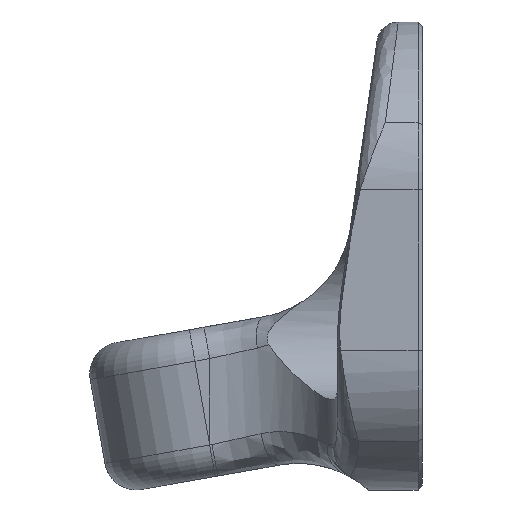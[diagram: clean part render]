
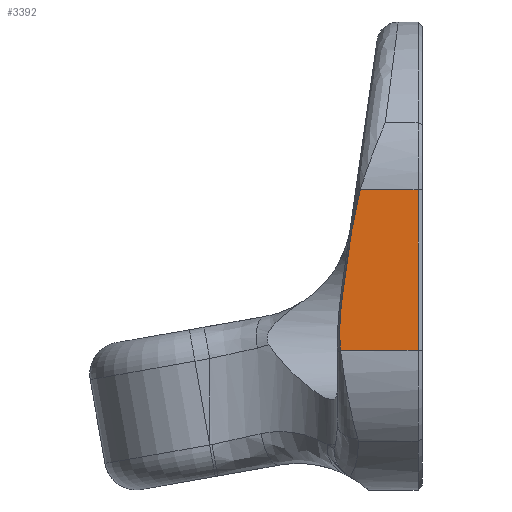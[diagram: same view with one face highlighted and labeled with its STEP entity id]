
A CAD part, left-side view. The second image highlights one B-rep face of the part: STEP entity #3392.
In plain terms, the highlighted planar face has unit normal (-1, 0, 0).
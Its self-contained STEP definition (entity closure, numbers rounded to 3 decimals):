
#78=PLANE('',#3727);
#222=B_SPLINE_CURVE_WITH_KNOTS('',3,(#6568,#6569,#6570,#6571,#6572,#6573,
#6574,#6575,#6576,#6577),.UNSPECIFIED.,.F.,.F.,(4,2,2,2,4),(-0.679,
-0.624,-0.561,-0.426,-0.316),
 .UNSPECIFIED.);
#223=B_SPLINE_CURVE_WITH_KNOTS('',3,(#6582,#6583,#6584,#6585,#6586,#6587),
 .UNSPECIFIED.,.F.,.F.,(4,2,4),(-0.297,-0.157,0.),
 .UNSPECIFIED.);
#411=FACE_OUTER_BOUND('',#637,.T.);
#637=EDGE_LOOP('',(#2745,#2746,#2747,#2748,#2749,#2750,#2751));
#855=CIRCLE('',#3728,39.833);
#1032=LINE('',#6359,#1234);
#1043=LINE('',#6409,#1245);
#1047=LINE('',#6565,#1249);
#1048=LINE('',#6579,#1250);
#1234=VECTOR('',#4399,10.);
#1245=VECTOR('',#4448,10.);
#1249=VECTOR('',#4464,10.);
#1250=VECTOR('',#4467,10.);
#1520=VERTEX_POINT('',#6350);
#1522=VERTEX_POINT('',#6357);
#1542=VERTEX_POINT('',#6408);
#1554=VERTEX_POINT('',#6527);
#1555=VERTEX_POINT('',#6567);
#1556=VERTEX_POINT('',#6578);
#1557=VERTEX_POINT('',#6580);
#1937=EDGE_CURVE('',#1522,#1520,#1032,.T.);
#1962=EDGE_CURVE('',#1520,#1542,#1043,.T.);
#1979=EDGE_CURVE('',#1554,#1522,#1047,.T.);
#1980=EDGE_CURVE('',#1555,#1554,#222,.T.);
#1981=EDGE_CURVE('',#1556,#1555,#1048,.T.);
#1982=EDGE_CURVE('',#1557,#1556,#855,.T.);
#1983=EDGE_CURVE('',#1542,#1557,#223,.T.);
#2745=ORIENTED_EDGE('',*,*,#1937,.F.);
#2746=ORIENTED_EDGE('',*,*,#1979,.F.);
#2747=ORIENTED_EDGE('',*,*,#1980,.F.);
#2748=ORIENTED_EDGE('',*,*,#1981,.F.);
#2749=ORIENTED_EDGE('',*,*,#1982,.F.);
#2750=ORIENTED_EDGE('',*,*,#1983,.F.);
#2751=ORIENTED_EDGE('',*,*,#1962,.F.);
#3392=ADVANCED_FACE('',(#411),#78,.F.);
#3727=AXIS2_PLACEMENT_3D('',#6566,#4465,#4466);
#3728=AXIS2_PLACEMENT_3D('',#6581,#4468,#4469);
#4399=DIRECTION('',(0.,0.,-1.));
#4448=DIRECTION('',(0.,1.,0.));
#4464=DIRECTION('',(0.,-1.,0.));
#4465=DIRECTION('center_axis',(1.,0.,0.));
#4466=DIRECTION('ref_axis',(0.,0.,1.));
#4467=DIRECTION('',(0.,-0.141,0.99));
#4468=DIRECTION('center_axis',(1.,0.,0.));
#4469=DIRECTION('ref_axis',(0.,0.,-1.));
#6350=CARTESIAN_POINT('',(-16.8,0.4,13.143));
#6357=CARTESIAN_POINT('',(-16.8,0.4,28.214));
#6359=CARTESIAN_POINT('',(-16.8,0.4,15.25));
#6408=CARTESIAN_POINT('',(-16.8,7.687,13.143));
#6409=CARTESIAN_POINT('',(-16.8,4.,13.143));
#6527=CARTESIAN_POINT('',(-16.8,5.836,28.214));
#6565=CARTESIAN_POINT('',(-16.8,4.,28.214));
#6566=CARTESIAN_POINT('Origin',(-16.8,11.,22.5));
#6567=CARTESIAN_POINT('',(-16.8,6.651,24.259));
#6568=CARTESIAN_POINT('Ctrl Pts',(-16.8,6.651,24.259));
#6569=CARTESIAN_POINT('Ctrl Pts',(-16.8,6.623,24.455));
#6570=CARTESIAN_POINT('Ctrl Pts',(-16.8,6.594,24.651));
#6571=CARTESIAN_POINT('Ctrl Pts',(-16.8,6.528,25.076));
#6572=CARTESIAN_POINT('Ctrl Pts',(-16.8,6.489,25.306));
#6573=CARTESIAN_POINT('Ctrl Pts',(-16.8,6.365,26.016));
#6574=CARTESIAN_POINT('Ctrl Pts',(-16.8,6.269,26.512));
#6575=CARTESIAN_POINT('Ctrl Pts',(-16.8,6.07,27.383));
#6576=CARTESIAN_POINT('Ctrl Pts',(-16.8,5.963,27.802));
#6577=CARTESIAN_POINT('Ctrl Pts',(-16.8,5.836,28.214));
#6578=CARTESIAN_POINT('',(-16.8,7.433,18.791));
#6579=CARTESIAN_POINT('',(-16.8,5.815,30.116));
#6580=CARTESIAN_POINT('',(-16.8,7.721,16.137));
#6581=CARTESIAN_POINT('Origin',(-16.8,-32.,13.157));
#6582=CARTESIAN_POINT('Ctrl Pts',(-16.8,7.687,13.143));
#6583=CARTESIAN_POINT('Ctrl Pts',(-16.8,7.741,13.609));
#6584=CARTESIAN_POINT('Ctrl Pts',(-16.8,7.767,14.086));
#6585=CARTESIAN_POINT('Ctrl Pts',(-16.8,7.779,15.077));
#6586=CARTESIAN_POINT('Ctrl Pts',(-16.8,7.761,15.614));
#6587=CARTESIAN_POINT('Ctrl Pts',(-16.8,7.721,16.137));
